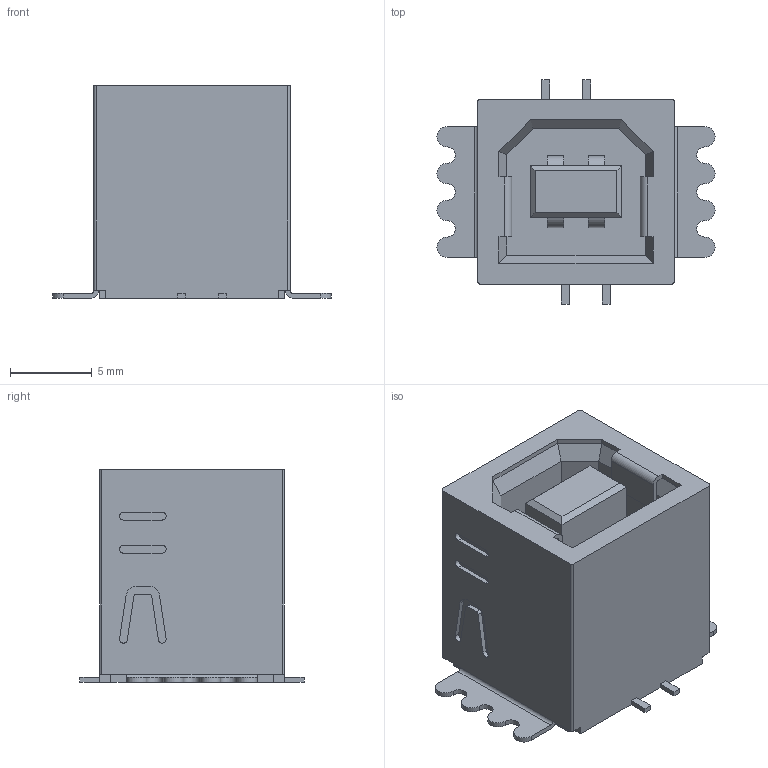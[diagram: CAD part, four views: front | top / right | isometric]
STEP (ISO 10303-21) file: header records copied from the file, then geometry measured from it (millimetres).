
FILE_DESCRIPTION((''),'2;1');
FILE_NAME('C-1734517-1','2011-11-24T',('workeradm'),('Tyco Electronics Ltd.'),'PRO/ENGINEER BY PARAMETRIC TECHNOLOGY CORPORATION, 2010430','PRO/ENGINEER BY PARAMETRIC TECHNOLOGY CORPORATION, 2010430','');
FILE_SCHEMA(('AUTOMOTIVE_DESIGN { 1 0 10303 214 1 1 1 1 }'));
Length unit declared in the file: millimetre
Products named in the file (1): C-1734517-1
Bounding box: 17 x 13.7 x 13 mm (x, y, z)
Volume: 1269.4 mm3; surface area: 1545.6 mm2
Topology: 1 solids, 1 shells, 269 faces, 756 edges, 486 vertices
Faces by surface type: plane 207, cylinder 62
Entity records: 8835 total; most frequent: CARTESIAN_POINT 1513, ORIENTED_EDGE 1512, DIRECTION 1418, EDGE_CURVE 756, VECTOR 632, LINE 632, VERTEX_POINT 486, AXIS2_PLACEMENT_3D 393
